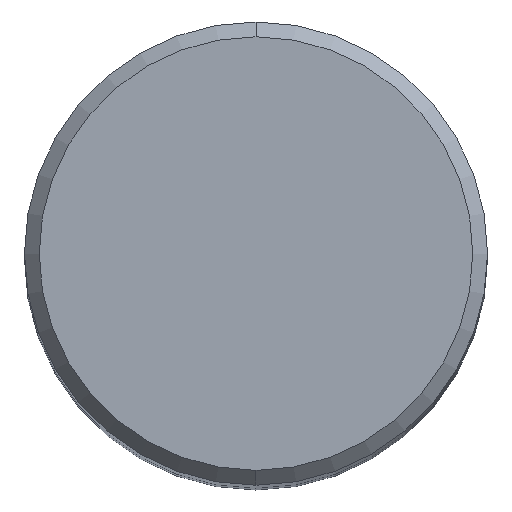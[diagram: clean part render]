
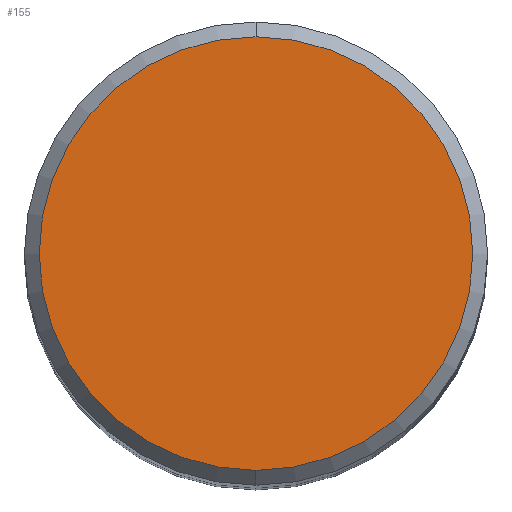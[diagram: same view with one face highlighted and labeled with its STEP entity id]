
A CAD part, top view. The second image highlights one B-rep face of the part: STEP entity #155.
In plain terms, the highlighted planar face has unit normal (0, 0, 1).
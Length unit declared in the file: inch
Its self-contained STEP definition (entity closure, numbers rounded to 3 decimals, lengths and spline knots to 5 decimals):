
#15 = CARTESIAN_POINT ( 'NONE',  ( 0., 0., 0. ) ) ;
#50 = AXIS2_PLACEMENT_3D ( 'NONE', #177, #301, #281 ) ;
#94 = EDGE_LOOP ( 'NONE', ( #253, #246 ) ) ;
#104 = CARTESIAN_POINT ( 'NONE',  ( 0., 0., 0. ) ) ;
#133 = DIRECTION ( 'NONE',  ( 0., 0., 1. ) ) ;
#140 = CARTESIAN_POINT ( 'NONE',  ( 0., 0.2925, 0. ) ) ;
#155 = ADVANCED_FACE ( 'NONE', ( #291 ), #392, .F. ) ;
#161 = VERTEX_POINT ( 'NONE', #140 ) ;
#166 = EDGE_CURVE ( 'NONE', #161, #275, #174, .T. ) ;
#174 = CIRCLE ( 'NONE', #379, 0.2925 ) ;
#177 = CARTESIAN_POINT ( 'NONE',  ( 0., 0.2925, 0. ) ) ;
#188 = CARTESIAN_POINT ( 'NONE',  ( 0., -0.2925, 0. ) ) ;
#231 = CIRCLE ( 'NONE', #280, 0.2925 ) ;
#246 = ORIENTED_EDGE ( 'NONE', *, *, #344, .T. ) ;
#253 = ORIENTED_EDGE ( 'NONE', *, *, #166, .T. ) ;
#264 = DIRECTION ( 'NONE',  ( 0., 0., 1. ) ) ;
#265 = DIRECTION ( 'NONE',  ( 0., -1., 0. ) ) ;
#275 = VERTEX_POINT ( 'NONE', #188 ) ;
#280 = AXIS2_PLACEMENT_3D ( 'NONE', #15, #133, #265 ) ;
#281 = DIRECTION ( 'NONE',  ( 0., 1., 0. ) ) ;
#291 = FACE_OUTER_BOUND ( 'NONE', #94, .T. ) ;
#301 = DIRECTION ( 'NONE',  ( 0., 0., -1. ) ) ;
#344 = EDGE_CURVE ( 'NONE', #275, #161, #231, .T. ) ;
#379 = AXIS2_PLACEMENT_3D ( 'NONE', #104, #264, #399 ) ;
#392 = PLANE ( 'NONE',  #50 ) ;
#399 = DIRECTION ( 'NONE',  ( 0., -1., 0. ) ) ;
